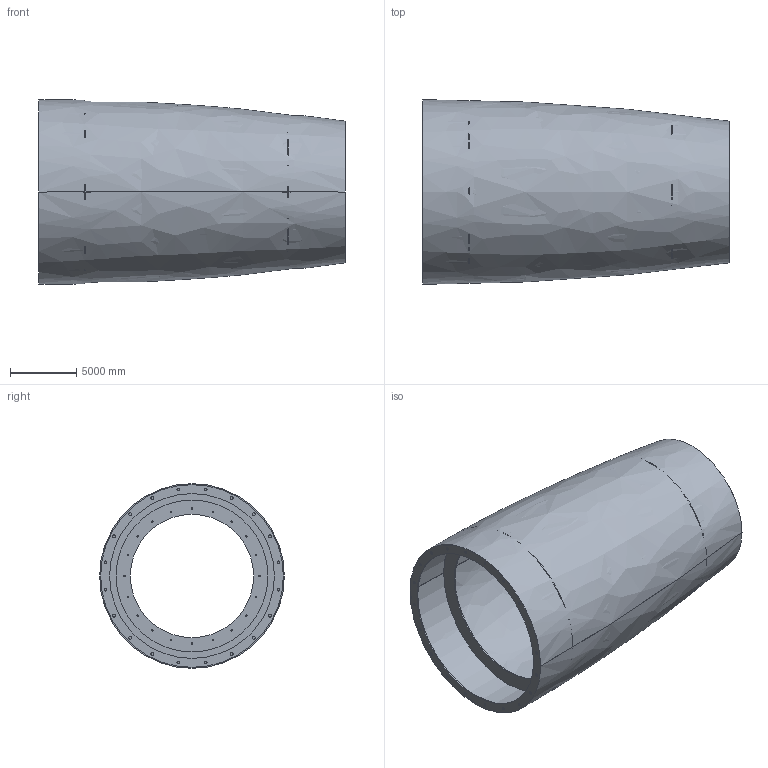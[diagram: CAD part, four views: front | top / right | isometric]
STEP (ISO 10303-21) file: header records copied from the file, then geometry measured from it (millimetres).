
FILE_DESCRIPTION((''),'2;1');
FILE_NAME('INNER_BODY','2025-12-19T09:18:51',('H576696'),('Honeywell International Inc.'),'CREO PARAMETRIC BY PTC INC, 2023134','CREO PARAMETRIC BY PTC INC, 2023134','');
FILE_SCHEMA(('AUTOMOTIVE_DESIGN { 1 0 10303 214 1 1 1 1 }'));
Length unit declared in the file: inch
Products named in the file (1): INNER_BODY
Bounding box: 23114 x 13932.41 x 13932.41 mm (x, y, z)
Volume: 78135091893.9 mm3; surface area: 2087051679.6 mm2
Topology: 1 solids, 1 shells, 102 faces, 284 edges, 188 vertices
Faces by surface type: cylinder 86, bspline 8, plane 6, cone 2
Entity records: 5481 total; most frequent: CARTESIAN_POINT 793, DIRECTION 670, ORIENTED_EDGE 568, PRESENTATION_STYLE_ASSIGNMENT 387, STYLED_ITEM 387, AXIS2_PLACEMENT_3D 291, CURVE_STYLE 284, EDGE_CURVE 284
